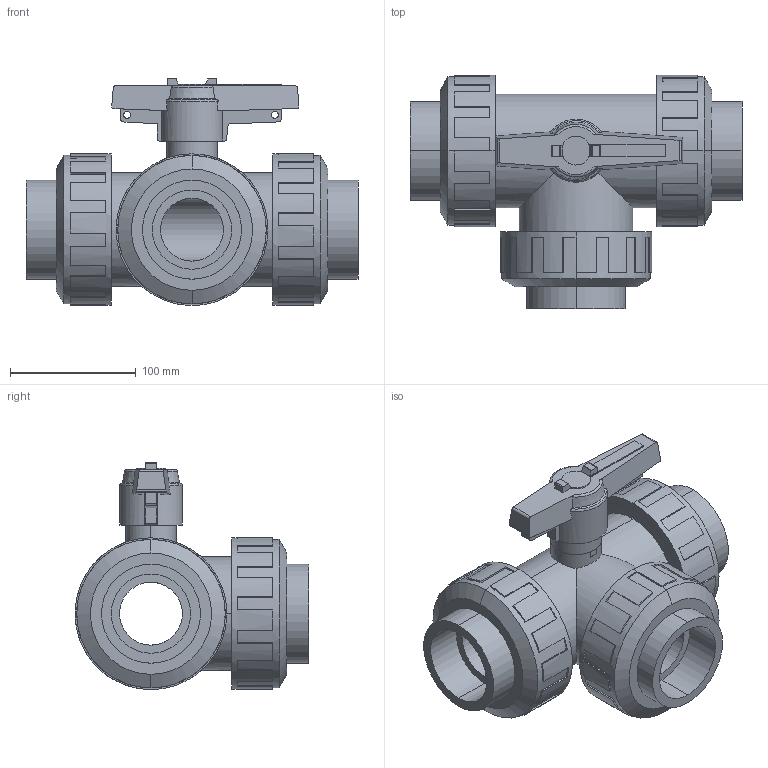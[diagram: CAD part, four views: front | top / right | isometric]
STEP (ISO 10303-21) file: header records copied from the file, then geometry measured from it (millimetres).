
FILE_DESCRIPTION(('STEP AP214'),'1');
FILE_NAME('cctmp_CDF1B4FC-80F5-4152-BF36-4BCC8A76012D_2018_11_21_9_20_59_51..stp','2018-11-21T08:20:59',('Praher Valves GmbH'),('CADClick - www.CADClick.com'),'Spatial InterOp 3D',' ','unknown authorization');
FILE_SCHEMA(('AUTOMOTIVE_DESIGN'));
Length unit declared in the file: millimetre
Products named in the file (1): 124914
Bounding box: 264 x 185.75 x 180.42 mm (x, y, z)
Volume: 2067658.9 mm3; surface area: 329676.6 mm2
Topology: 1 solids, 1 shells, 391 faces, 1083 edges, 714 vertices
Faces by surface type: plane 273, cylinder 92, cone 18, torus 8
Entity records: 16129 total; most frequent: CARTESIAN_POINT 2662, DIRECTION 2218, ORIENTED_EDGE 2166, EDGE_CURVE 1083, AXIS2_PLACEMENT_3D 787, VERTEX_POINT 714, LINE 644, VECTOR 644
